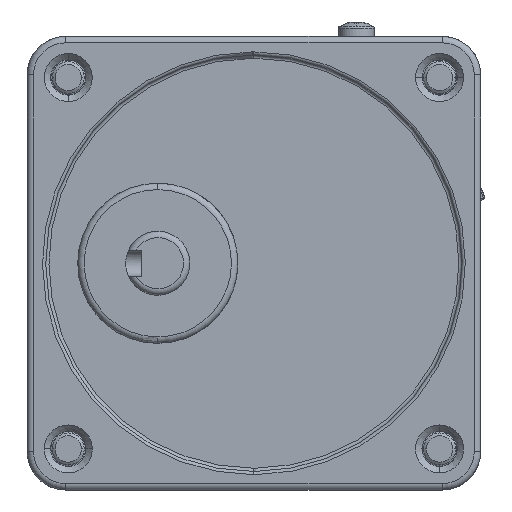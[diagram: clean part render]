
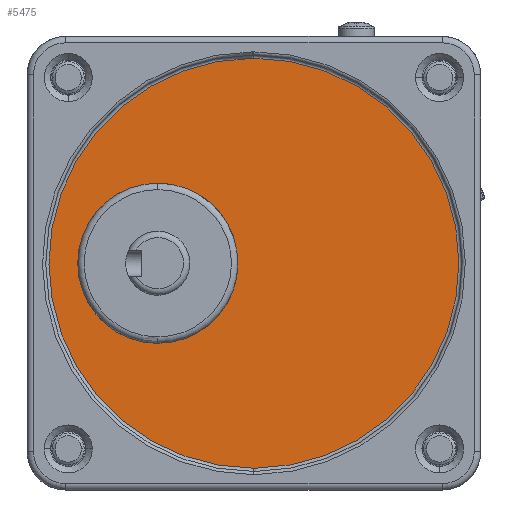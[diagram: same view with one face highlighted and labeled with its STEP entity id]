
A CAD part, front view. The second image highlights one B-rep face of the part: STEP entity #5475.
In plain terms, the highlighted face is planar.
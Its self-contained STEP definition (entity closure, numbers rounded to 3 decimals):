
#4673=CARTESIAN_POINT('',(0.,0.,41.));
#4674=DIRECTION('',(0.,0.,1.));
#4675=DIRECTION('',(1.,0.,0.));
#4676=AXIS2_PLACEMENT_3D('',#4673,#4674,#4675);
#4683=CARTESIAN_POINT('',(0.,0.,41.));
#4684=DIRECTION('',(0.,0.,1.));
#4685=DIRECTION('',(-1.,0.,0.));
#4686=AXIS2_PLACEMENT_3D('',#4683,#4684,#4685);
#4688=CARTESIAN_POINT('',(0.,0.,41.));
#4689=DIRECTION('',(0.,0.,-1.));
#4690=DIRECTION('',(1.,0.,0.));
#4691=AXIS2_PLACEMENT_3D('',#4688,#4689,#4690);
#4693=CARTESIAN_POINT('',(0.,0.,41.));
#4694=DIRECTION('',(0.,0.,-1.));
#4695=DIRECTION('',(-1.,0.,0.));
#4696=AXIS2_PLACEMENT_3D('',#4693,#4694,#4695);
#4826=CARTESIAN_POINT('',(32.,0.,41.));
#4827=VERTEX_POINT('',#4826);
#4828=CARTESIAN_POINT('',(31.999,0.265,41.));
#4829=VERTEX_POINT('',#4828);
#4830=CARTESIAN_POINT('',(-32.,0.,41.));
#4831=VERTEX_POINT('',#4830);
#4832=CARTESIAN_POINT('',(-31.999,-0.265,41.));
#4833=VERTEX_POINT('',#4832);
#5464=CARTESIAN_POINT('',(0.,0.,41.));
#5465=DIRECTION('',(0.,0.,1.));
#5466=DIRECTION('',(1.,0.,0.));
#5467=AXIS2_PLACEMENT_3D('',#5464,#5465,#5466);
#5468=PLANE('',#5467);
#5469=ORIENTED_EDGE('',*,*,#5458,.T.);
#5470=ORIENTED_EDGE('',*,*,#5456,.F.);
#5471=ORIENTED_EDGE('',*,*,#5441,.T.);
#5472=ORIENTED_EDGE('',*,*,#5439,.F.);
#5473=EDGE_LOOP('',(#5469,#5470,#5471,#5472));
#5474=FACE_OUTER_BOUND('',#5473,.F.);
#5475=ADVANCED_FACE('',(#5474),#5468,.T.);
#4677=CIRCLE('',#4676,32.);
#4687=CIRCLE('',#4686,32.);
#4692=CIRCLE('',#4691,32.);
#4697=CIRCLE('',#4696,32.);
#5439=EDGE_CURVE('',#4827,#4829,#4677,.T.);
#5441=EDGE_CURVE('',#4831,#4829,#4697,.T.);
#5456=EDGE_CURVE('',#4831,#4833,#4687,.T.);
#5458=EDGE_CURVE('',#4827,#4833,#4692,.T.);
